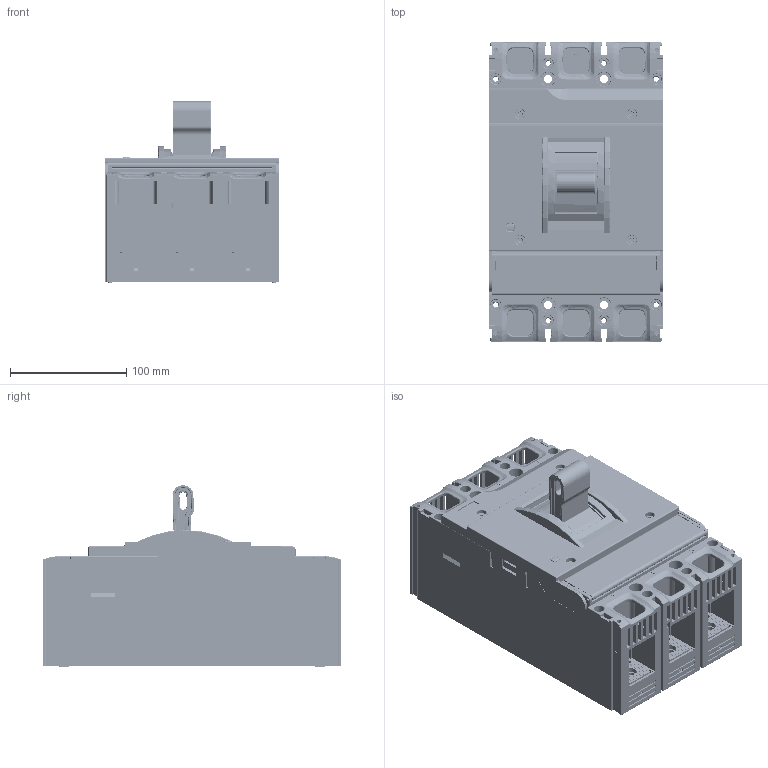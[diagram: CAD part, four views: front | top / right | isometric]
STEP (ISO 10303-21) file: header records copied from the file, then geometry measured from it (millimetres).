
FILE_DESCRIPTION(/* description */ (''),/* implementation_level */ '2;1');
FILE_NAME(/* name */ '4441.stp',/* time_stamp */ '2016-09-09T11:23:08+08:00',/* author */ (''),/* organization */ (''),/* preprocessor_version */ 'ST-DEVELOPER v15',/* originating_system */ 'SIEMENS PLM Software NX 8.5',/* authorisation */ '');
FILE_SCHEMA (('CONFIG_CONTROL_DESIGN'));
Products named in the file (1): 4441
Bounding box: 150 x 257 x 156.08 mm (x, y, z)
Volume: 1143880.3 mm3; surface area: 675654.4 mm2
Topology: 39 solids, 39 shells, 10336 faces, 27674 edges, 17731 vertices
Faces by surface type: plane 6421, cylinder 2739, bspline 341, extrusion 310, sphere 233, torus 223, cone 69
Full cylindrical faces by diameter (mm): 2.3 x2, 2.4 x2, 3 x8, 3.5 x4, 3.6 x4, 4 x7, 4.2 x1, 4.3 x14, 4.351 x6, 4.5 x9, 5 x8, 5.2 x2, 5.3 x22, 5.5 x14, 5.9 x10, 6.1 x1, 7 x4, 8 x6, 8.2 x4, 8.5 x2, 8.917 x6, 9 x21, 9.2 x2, 9.5 x6, 9.7 x2, 10 x6, 11 x10, 12 x8, 13 x10, 16 x6
Entity records: 334538 total; most frequent: CARTESIAN_POINT 77690, ORIENTED_EDGE 54244, DIRECTION 51290, EDGE_CURVE 27122, VECTOR 19722, LINE 19412, VERTEX_POINT 17662, AXIS2_PLACEMENT_3D 15784
